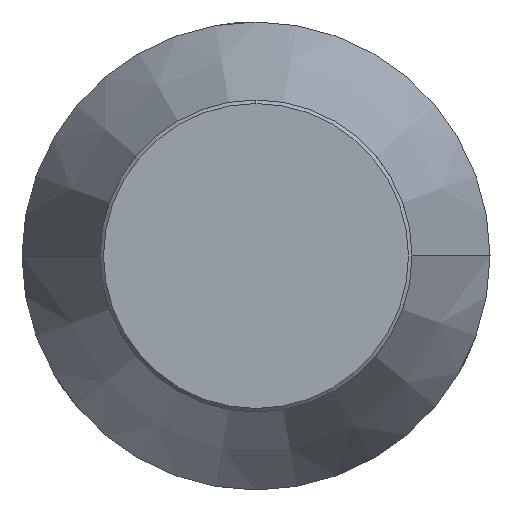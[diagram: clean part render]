
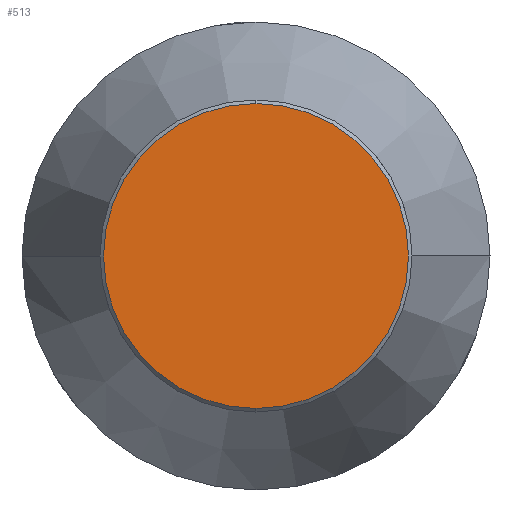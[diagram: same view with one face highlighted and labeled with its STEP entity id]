
A CAD part, left-side view. The second image highlights one B-rep face of the part: STEP entity #513.
In plain terms, the highlighted planar face has unit normal (-1, 0, 0).
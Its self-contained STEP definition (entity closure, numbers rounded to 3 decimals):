
#33 = DIRECTION ( 'NONE',  ( -1., 0., 0. ) ) ;
#47 = EDGE_CURVE ( 'NONE', #1731, #729, #1658, .T. ) ;
#131 = DIRECTION ( 'NONE',  ( 1., 0., 0. ) ) ;
#193 = DIRECTION ( 'NONE',  ( 0., 0., -1. ) ) ;
#379 = ORIENTED_EDGE ( 'NONE', *, *, #722, .T. ) ;
#386 = AXIS2_PLACEMENT_3D ( 'NONE', #2288, #2301, #879 ) ;
#454 = AXIS2_PLACEMENT_3D ( 'NONE', #1106, #33, #193 ) ;
#513 = ADVANCED_FACE ( 'NONE', ( #1924 ), #1750, .F. ) ;
#722 = EDGE_CURVE ( 'NONE', #729, #1731, #2262, .T. ) ;
#729 = VERTEX_POINT ( 'NONE', #1438 ) ;
#733 = EDGE_LOOP ( 'NONE', ( #1833, #379 ) ) ;
#879 = DIRECTION ( 'NONE',  ( 0., 0., -1. ) ) ;
#914 = CARTESIAN_POINT ( 'NONE',  ( -96.85, 0., -21.5 ) ) ;
#1106 = CARTESIAN_POINT ( 'NONE',  ( -96.85, 0., 0. ) ) ;
#1438 = CARTESIAN_POINT ( 'NONE',  ( -96.85, 0., 21.5 ) ) ;
#1658 = CIRCLE ( 'NONE', #386, 21.5 ) ;
#1724 = DIRECTION ( 'NONE',  ( 0., 0., -1. ) ) ;
#1731 = VERTEX_POINT ( 'NONE', #914 ) ;
#1745 = AXIS2_PLACEMENT_3D ( 'NONE', #2094, #131, #1724 ) ;
#1750 = PLANE ( 'NONE',  #1745 ) ;
#1833 = ORIENTED_EDGE ( 'NONE', *, *, #47, .T. ) ;
#1924 = FACE_OUTER_BOUND ( 'NONE', #733, .T. ) ;
#2094 = CARTESIAN_POINT ( 'NONE',  ( -96.85, -21.758, 21.758 ) ) ;
#2262 = CIRCLE ( 'NONE', #454, 21.5 ) ;
#2288 = CARTESIAN_POINT ( 'NONE',  ( -96.85, 0., 0. ) ) ;
#2301 = DIRECTION ( 'NONE',  ( -1., 0., 0. ) ) ;
